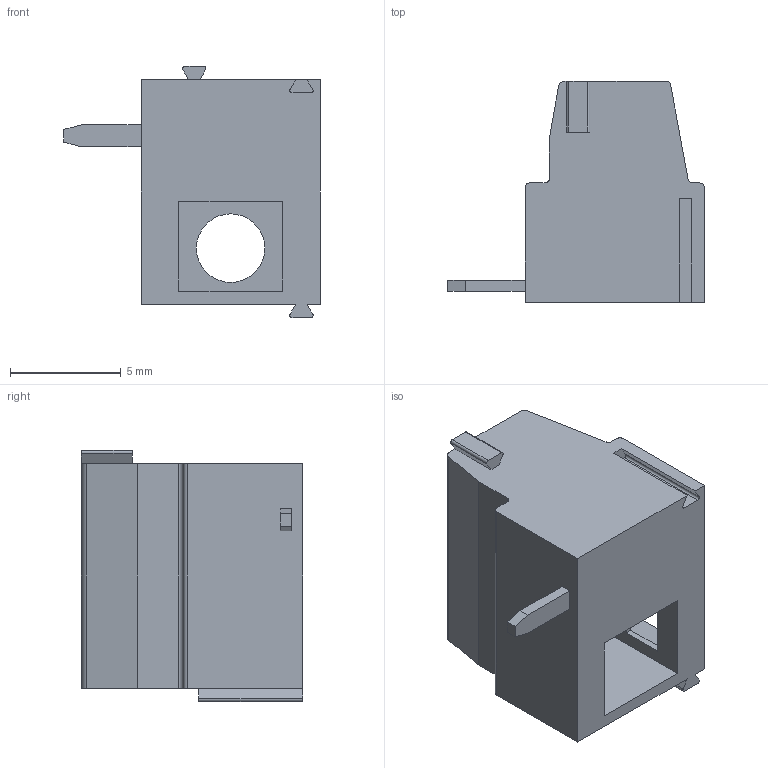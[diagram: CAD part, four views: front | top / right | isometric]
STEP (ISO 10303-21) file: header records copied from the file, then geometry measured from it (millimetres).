
FILE_DESCRIPTION( ( 'Unknown' ), '1' );
FILE_NAME( '691213600001.stp', 'Unknown', ( 'Unknown' ), ( 'Unknown' ), 'PSStep 18.0.17', 'Unknown', ' ' );
FILE_SCHEMA( ( 'AUTOMOTIVE_DESIGN { 1 0 10303 214 1 1 1 1 }' ) );
Length unit declared in the file: millimetre
Products named in the file (2): Assem1; CII10.16_1ASQ
Assembly tree (1 placements, depth 2):
  Assem1
    CII10.16_1ASQ
Bounding box: 11.6 x 10 x 11.36 mm (x, y, z)
Volume: 471.9 mm3; surface area: 759.6 mm2
Topology: 1 solids, 1 shells, 93 faces, 247 edges, 162 vertices
Faces by surface type: plane 75, cylinder 18
Full cylindrical faces by diameter (mm): 3.1 x1, 3.8 x2
Entity records: 3622 total; most frequent: CARTESIAN_POINT 499, ORIENTED_EDGE 486, DIRECTION 472, EDGE_CURVE 243, LINE 204, VECTOR 204, VERTEX_POINT 161, AXIS2_PLACEMENT_3D 134
